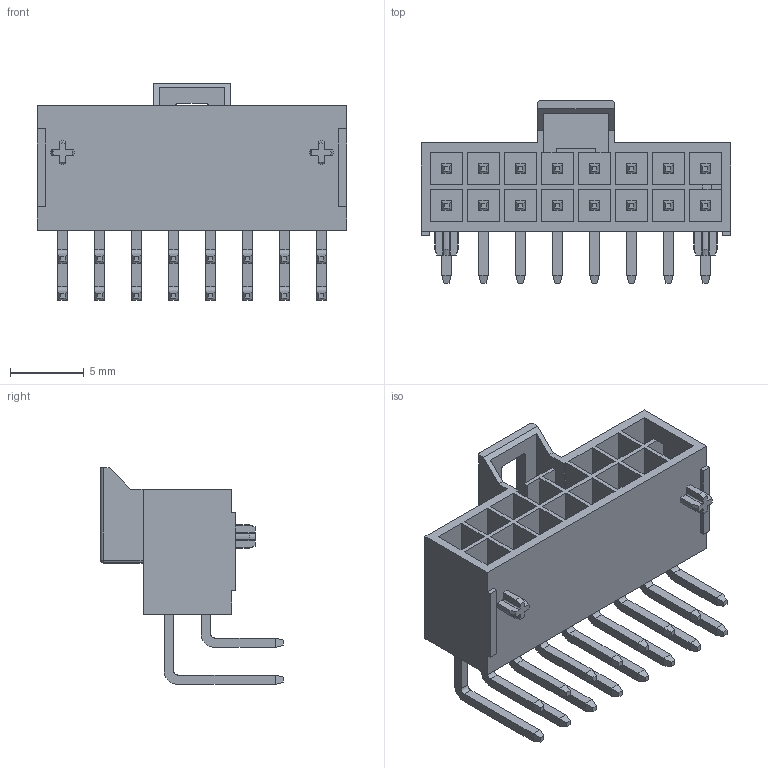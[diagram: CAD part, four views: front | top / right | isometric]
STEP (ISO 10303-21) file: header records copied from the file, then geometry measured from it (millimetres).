
FILE_DESCRIPTION( ( 'STEP AP214' ), '1' );
FILE_NAME( '1053141216.stp', '2021-12-13T18:25:26', ( 'License CC BY-ND 4.0' ), ( 'CADENAS' ), ' ', 'PARTsolutions', ' ' );
FILE_SCHEMA( ( 'AUTOMOTIVE_DESIGN { 1 0 10303 214 1 1 1 1 }' ) );
Length unit declared in the file: millimetre
Products named in the file (2): 1053141216; 1
Assembly tree (1 placements, depth 2):
  1053141216
    1
Bounding box: 20.94 x 12.34 x 14.66 mm (x, y, z)
Volume: 705.6 mm3; surface area: 2236.5 mm2
Topology: 1 solids, 1 shells, 517 faces, 1274 edges, 804 vertices
Faces by surface type: plane 451, cylinder 56, cone 8, sphere 2
Entity records: 14953 total; most frequent: CARTESIAN_POINT 2661, ORIENTED_EDGE 2548, DIRECTION 2416, EDGE_CURVE 1274, LINE 1138, VECTOR 1138, VERTEX_POINT 804, AXIS2_PLACEMENT_3D 639
